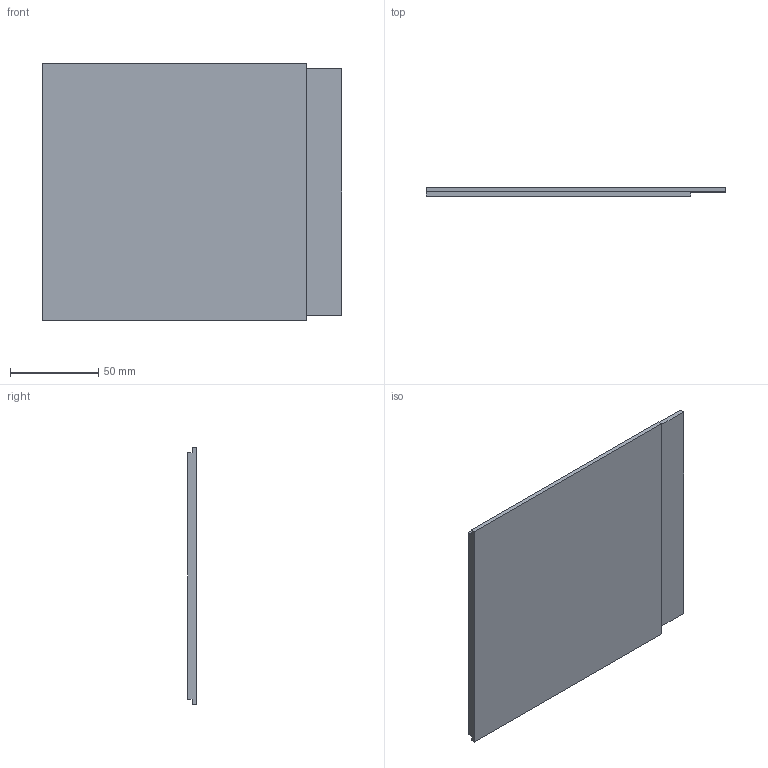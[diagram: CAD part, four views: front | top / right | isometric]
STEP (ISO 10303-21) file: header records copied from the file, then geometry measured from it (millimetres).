
FILE_DESCRIPTION (( 'STEP AP214' ), '1' );
FILE_NAME ('E04_1.0.STEP', '2025-07-24T21:26:36', ( '' ), ( '' ), 'SwSTEP 2.0', 'SolidWorks 2024', '' );
FILE_SCHEMA (( 'AUTOMOTIVE_DESIGN' ));
Length unit declared in the file: centimetre
Products named in the file (1): E04_1.0
Bounding box: 170 x 5 x 146 mm (x, y, z)
Volume: 114250 mm3; surface area: 52430 mm2
Topology: 1 solids, 1 shells, 12 faces, 28 edges, 18 vertices
Faces by surface type: plane 12
Entity records: 359 total; most frequent: CARTESIAN_POINT 59, ORIENTED_EDGE 56, DIRECTION 54, EDGE_CURVE 28, LINE 28, VECTOR 28, VERTEX_POINT 18, AXIS2_PLACEMENT_3D 13
